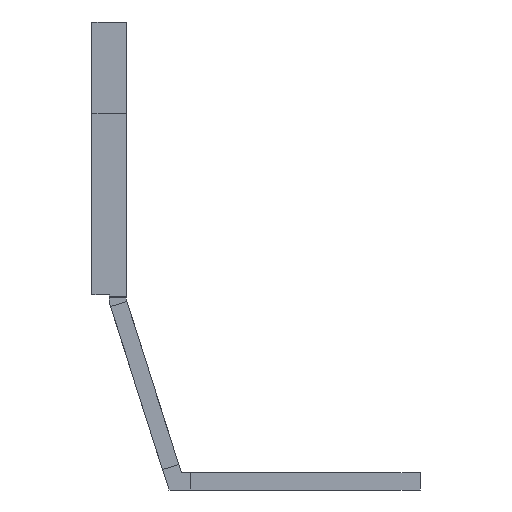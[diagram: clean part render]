
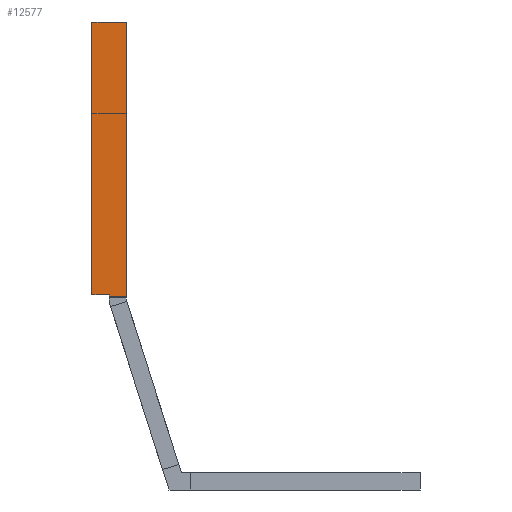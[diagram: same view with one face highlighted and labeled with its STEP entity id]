
A CAD part, front view. The second image highlights one B-rep face of the part: STEP entity #12577.
In plain terms, the highlighted planar face has unit normal (0, -1, 0).
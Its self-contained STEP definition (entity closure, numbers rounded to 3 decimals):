
#8 = VECTOR ( 'NONE', #9876, 1000. ) ;
#460 = VECTOR ( 'NONE', #9571, 1000. ) ;
#759 = VERTEX_POINT ( 'NONE', #1746 ) ;
#992 = VERTEX_POINT ( 'NONE', #13168 ) ;
#1278 = LINE ( 'NONE', #12209, #3843 ) ;
#1452 = EDGE_CURVE ( 'NONE', #759, #16934, #1278, .T. ) ;
#1746 = CARTESIAN_POINT ( 'NONE',  ( -25.502, -1063.5, 15.773 ) ) ;
#1770 = LINE ( 'NONE', #7958, #460 ) ;
#2066 = ORIENTED_EDGE ( 'NONE', *, *, #8614, .T. ) ;
#2447 = VECTOR ( 'NONE', #17810, 1000. ) ;
#3211 = EDGE_CURVE ( 'NONE', #16934, #11628, #16234, .T. ) ;
#3843 = VECTOR ( 'NONE', #9086, 1000. ) ;
#4041 = PLANE ( 'NONE',  #6599 ) ;
#4352 = DIRECTION ( 'NONE',  ( 0., -1., 0. ) ) ;
#4781 = EDGE_LOOP ( 'NONE', ( #2066, #16145, #7559, #16820, #11668, #13161 ) ) ;
#5301 = CARTESIAN_POINT ( 'NONE',  ( -26.922, -1063.5, 16. ) ) ;
#5448 = CARTESIAN_POINT ( 'NONE',  ( -24.102, -1063.5, 15.773 ) ) ;
#6123 = DIRECTION ( 'NONE',  ( 0., 0., 1. ) ) ;
#6599 = AXIS2_PLACEMENT_3D ( 'NONE', #18540, #4352, #15426 ) ;
#6648 = EDGE_CURVE ( 'NONE', #11628, #13257, #16664, .T. ) ;
#7018 = LINE ( 'NONE', #5301, #2447 ) ;
#7447 = LINE ( 'NONE', #19953, #9965 ) ;
#7559 = ORIENTED_EDGE ( 'NONE', *, *, #1452, .T. ) ;
#7958 = CARTESIAN_POINT ( 'NONE',  ( -26.922, -1063.5, 36.99 ) ) ;
#8376 = EDGE_CURVE ( 'NONE', #759, #13244, #7447, .T. ) ;
#8614 = EDGE_CURVE ( 'NONE', #992, #13244, #7018, .T. ) ;
#9086 = DIRECTION ( 'NONE',  ( 1., 0., 0. ) ) ;
#9571 = DIRECTION ( 'NONE',  ( 0., 0., -1. ) ) ;
#9876 = DIRECTION ( 'NONE',  ( 0., 0., 1. ) ) ;
#9965 = VECTOR ( 'NONE', #6123, 1000. ) ;
#10069 = CARTESIAN_POINT ( 'NONE',  ( -24.102, -1063.5, 15.4 ) ) ;
#10395 = CARTESIAN_POINT ( 'NONE',  ( -26.922, -1063.5, 38.4 ) ) ;
#11628 = VERTEX_POINT ( 'NONE', #13090 ) ;
#11668 = ORIENTED_EDGE ( 'NONE', *, *, #6648, .T. ) ;
#12160 = VECTOR ( 'NONE', #15333, 1000. ) ;
#12209 = CARTESIAN_POINT ( 'NONE',  ( -25.502, -1063.5, 15.773 ) ) ;
#12577 = ADVANCED_FACE ( 'NONE', ( #15059 ), #4041, .T. ) ;
#12711 = EDGE_CURVE ( 'NONE', #13257, #992, #1770, .T. ) ;
#13090 = CARTESIAN_POINT ( 'NONE',  ( -24.102, -1063.5, 38.4 ) ) ;
#13161 = ORIENTED_EDGE ( 'NONE', *, *, #12711, .T. ) ;
#13168 = CARTESIAN_POINT ( 'NONE',  ( -26.922, -1063.5, 16. ) ) ;
#13244 = VERTEX_POINT ( 'NONE', #17902 ) ;
#13257 = VERTEX_POINT ( 'NONE', #14775 ) ;
#14775 = CARTESIAN_POINT ( 'NONE',  ( -26.922, -1063.5, 38.4 ) ) ;
#15059 = FACE_OUTER_BOUND ( 'NONE', #4781, .T. ) ;
#15333 = DIRECTION ( 'NONE',  ( -1., 0., 0. ) ) ;
#15426 = DIRECTION ( 'NONE',  ( 0., 0., -1. ) ) ;
#16145 = ORIENTED_EDGE ( 'NONE', *, *, #8376, .F. ) ;
#16234 = LINE ( 'NONE', #10069, #8 ) ;
#16664 = LINE ( 'NONE', #10395, #12160 ) ;
#16820 = ORIENTED_EDGE ( 'NONE', *, *, #3211, .T. ) ;
#16934 = VERTEX_POINT ( 'NONE', #5448 ) ;
#17810 = DIRECTION ( 'NONE',  ( 1., 0., 0. ) ) ;
#17902 = CARTESIAN_POINT ( 'NONE',  ( -25.502, -1063.5, 16. ) ) ;
#18540 = CARTESIAN_POINT ( 'NONE',  ( -24.055, -1063.5, 15.469 ) ) ;
#19953 = CARTESIAN_POINT ( 'NONE',  ( -25.502, -1063.5, 15.4 ) ) ;
